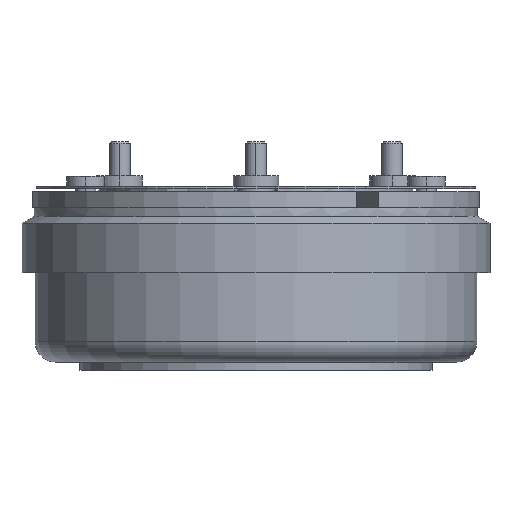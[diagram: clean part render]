
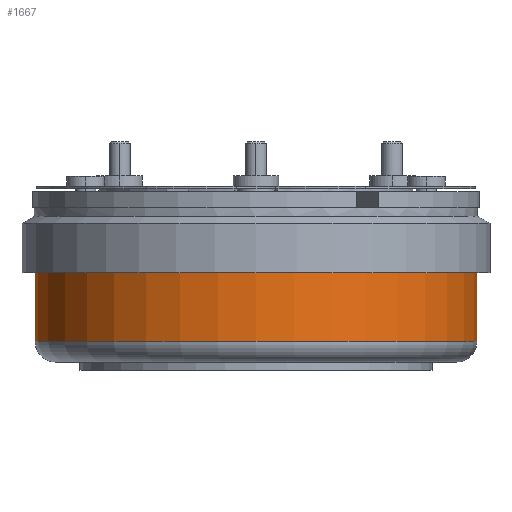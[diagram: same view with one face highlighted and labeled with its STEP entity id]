
A CAD part, front view. The second image highlights one B-rep face of the part: STEP entity #1667.
In plain terms, the highlighted cylindrical face has radius 53.35 mm (diameter 106.7 mm), a partial arc.
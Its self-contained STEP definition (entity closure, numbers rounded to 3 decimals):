
#883 = FACE_OUTER_BOUND ( 'NONE', #1672, .T. ) ;
#886 = CIRCLE ( 'NONE', #919, 53.35 ) ;
#887 = DIRECTION ( 'NONE',  ( 0., 0., -1. ) ) ;
#888 = AXIS2_PLACEMENT_3D ( 'NONE', #920, #887, #907 ) ;
#889 = CIRCLE ( 'NONE', #888, 53.35 ) ;
#890 = CYLINDRICAL_SURFACE ( 'NONE', #906, 53.35 ) ;
#891 = DIRECTION ( 'NONE',  ( -1., 0., 0. ) ) ;
#906 = AXIS2_PLACEMENT_3D ( 'NONE', #918, #916, #891 ) ;
#907 = DIRECTION ( 'NONE',  ( -1., 0., 0. ) ) ;
#910 = CARTESIAN_POINT ( 'NONE',  ( 0., 0., 7. ) ) ;
#916 = DIRECTION ( 'NONE',  ( 0., 0., -1. ) ) ;
#918 = CARTESIAN_POINT ( 'NONE',  ( 0., 0., 30.5 ) ) ;
#919 = AXIS2_PLACEMENT_3D ( 'NONE', #910, #922, #921 ) ;
#920 = CARTESIAN_POINT ( 'NONE',  ( 0., 0., 23.5 ) ) ;
#921 = DIRECTION ( 'NONE',  ( 1., 0., 0. ) ) ;
#922 = DIRECTION ( 'NONE',  ( 0., 0., 1. ) ) ;
#1667 = ADVANCED_FACE ( 'NONE', ( #883 ), #890, .T. ) ;
#1672 = EDGE_LOOP ( 'NONE', ( #1674, #1676, #1769, #1677 ) ) ;
#1673 = EDGE_CURVE ( 'NONE', #3527, #3526, #886, .T. ) ;
#1674 = ORIENTED_EDGE ( 'NONE', *, *, #3530, .F. ) ;
#1676 = ORIENTED_EDGE ( 'NONE', *, *, #1678, .T. ) ;
#1677 = ORIENTED_EDGE ( 'NONE', *, *, #1673, .T. ) ;
#1678 = EDGE_CURVE ( 'NONE', #3510, #3532, #889, .T. ) ;
#1769 = ORIENTED_EDGE ( 'NONE', *, *, #3544, .T. ) ;
#3510 = VERTEX_POINT ( 'NONE', #4288 ) ;
#3526 = VERTEX_POINT ( 'NONE', #4300 ) ;
#3527 = VERTEX_POINT ( 'NONE', #4270 ) ;
#3530 = EDGE_CURVE ( 'NONE', #3510, #3526, #4322, .T. ) ;
#3532 = VERTEX_POINT ( 'NONE', #4342 ) ;
#3544 = EDGE_CURVE ( 'NONE', #3532, #3527, #4360, .T. ) ;
#4157 = DIRECTION ( 'NONE',  ( 0., 0., -1. ) ) ;
#4162 = CARTESIAN_POINT ( 'NONE',  ( 53.35, 0., 30.5 ) ) ;
#4177 = VECTOR ( 'NONE', #4157, 1000. ) ;
#4270 = CARTESIAN_POINT ( 'NONE',  ( -53.35, 0., 7. ) ) ;
#4288 = CARTESIAN_POINT ( 'NONE',  ( 53.35, 0., 23.5 ) ) ;
#4300 = CARTESIAN_POINT ( 'NONE',  ( 53.35, 0., 7. ) ) ;
#4322 = LINE ( 'NONE', #4162, #4177 ) ;
#4342 = CARTESIAN_POINT ( 'NONE',  ( -53.35, 0., 23.5 ) ) ;
#4355 = DIRECTION ( 'NONE',  ( 0., 0., -1. ) ) ;
#4356 = VECTOR ( 'NONE', #4355, 1000. ) ;
#4357 = CARTESIAN_POINT ( 'NONE',  ( -53.35, 0., 30.5 ) ) ;
#4360 = LINE ( 'NONE', #4357, #4356 ) ;
